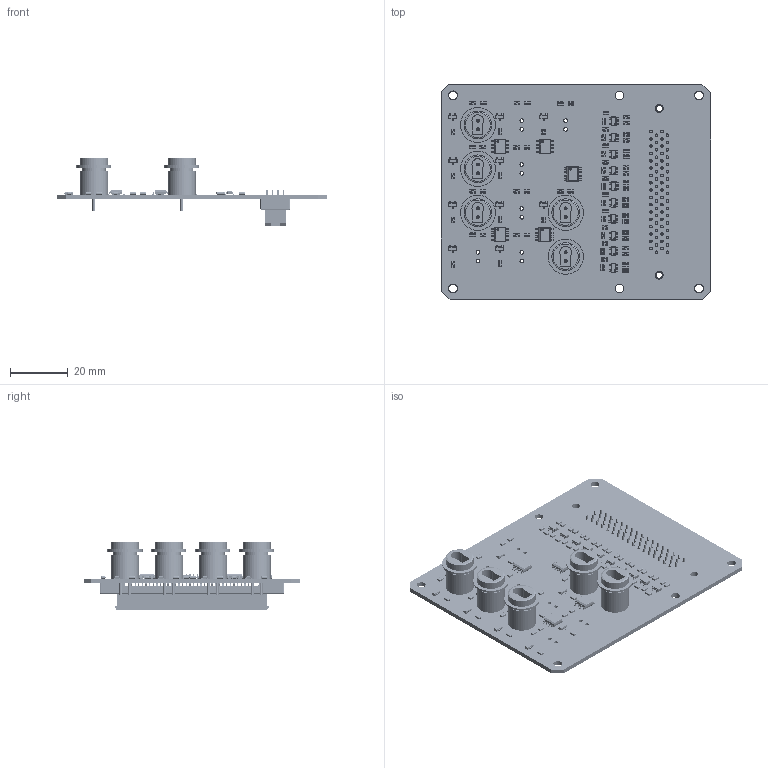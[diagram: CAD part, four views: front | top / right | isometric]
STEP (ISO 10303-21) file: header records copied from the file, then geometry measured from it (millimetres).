
FILE_DESCRIPTION(('Open CASCADE Model'),'2;1');
FILE_NAME('Open CASCADE Shape Model','2018-12-18T19:51:20',('Author'),( 'Open CASCADE'),'Open CASCADE STEP processor 6.8','Open CASCADE 6.8' ,'Unknown');
FILE_SCHEMA(('AUTOMOTIVE_DESIGN { 1 0 10303 214 1 1 1 1 }'));
Length unit declared in the file: millimetre
Products named in the file (112): PCB; Board; J2; c-2-5174339-5-a-3d; J1; plastics1_connector; J3; J4; J11; C1A; SW3dPS-0805_SMD_Capacitor; C1B; C1C; C1D; C1E; C2A; C2B; C2C; C2D; C2E; C3A; C3B; C3C; C3D; C3E; C4A; C4B; C4C; C4D; C4E; C5A; C5B; C5C; C5D; C5E; C6A; C6B; C6C; C6D; C6E ...
Assembly tree (205 placements, depth 4):
  PCB
    Board
    J2
      c-2-5174339-5-a-3d
    J1
      plastics1_connector
    J3
      plastics1_connector
    J4
      plastics1_connector
    J11
      plastics1_connector
    C1A
      SW3dPS-0805_SMD_Capacitor
    C1B
      SW3dPS-0805_SMD_Capacitor
    C1C
      SW3dPS-0805_SMD_Capacitor
    C1D
      SW3dPS-0805_SMD_Capacitor
    C1E
      SW3dPS-0805_SMD_Capacitor
    C2A
      SW3dPS-0805_SMD_Capacitor
    C2B
      SW3dPS-0805_SMD_Capacitor
    C2C
      SW3dPS-0805_SMD_Capacitor
    C2D
      SW3dPS-0805_SMD_Capacitor
    C2E
      SW3dPS-0805_SMD_Capacitor
    C3A
      SW3dPS-0805_SMD_Capacitor
    C3B
      SW3dPS-0805_SMD_Capacitor
    C3C
      SW3dPS-0805_SMD_Capacitor
    C3D
      SW3dPS-0805_SMD_Capacitor
    C3E
      SW3dPS-0805_SMD_Capacitor
    C4A
      SW3dPS-0805_SMD_Capacitor
    C4B
      SW3dPS-0805_SMD_Capacitor
    C4C
      SW3dPS-0805_SMD_Capacitor
    C4D
      SW3dPS-0805_SMD_Capacitor
    C4E
      SW3dPS-0805_SMD_Capacitor
    C5A
      SW3dPS-0805_SMD_Capacitor
    C5B
      SW3dPS-0805_SMD_Capacitor
    C5C
      SW3dPS-0805_SMD_Capacitor
    C5D
      SW3dPS-0805_SMD_Capacitor
Bounding box: 93.5 x 74.95 x 23.61 mm (x, y, z)
Volume: 18036.1 mm3; surface area: 24798.3 mm2
Topology: 107 solids, 107 shells, 9929 faces, 24436 edges, 14774 vertices
Faces by surface type: plane 4130, cylinder 2620, bspline 2465, sphere 660, torus 40, cone 14
Full cylindrical faces by diameter (mm): 0.889 x68, 1.27 x22, 2.7 x2, 3.048 x6
Entity records: 62764 total; most frequent: CARTESIAN_POINT 14079, DIRECTION 9119, ORIENTED_EDGE 8990, EDGE_CURVE 4495, LINE 3249, VECTOR 3249, VERTEX_POINT 2939, AXIS2_PLACEMENT_3D 2935
